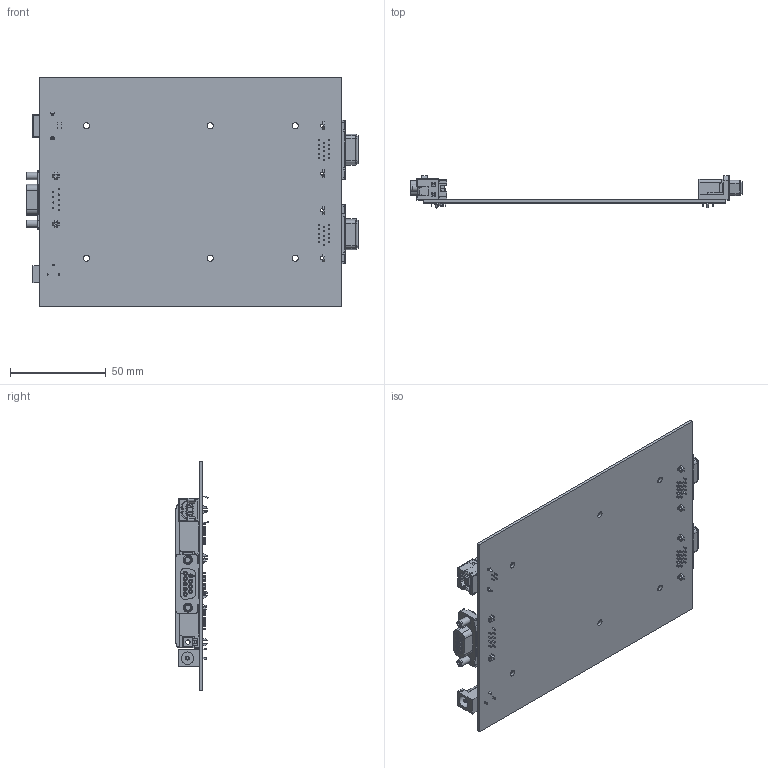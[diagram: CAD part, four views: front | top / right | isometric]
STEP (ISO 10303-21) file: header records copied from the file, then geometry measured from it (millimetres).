
FILE_DESCRIPTION(/* description */ (''),/* implementation_level */ '2;1');
FILE_NAME(/* name */ '40242_0.stp',/* time_stamp */ '2019-01-23T14:12:40-05:00',/* author */ ('BONAFEDE'),/* organization */ ('NAVITAR'),/* preprocessor_version */ 'ST-DEVELOPER v17',/* originating_system */ 'Autodesk Inventor 2019',/* authorisation */ '');
FILE_SCHEMA (('AUTOMOTIVE_DESIGN { 1 0 10303 214 3 1 1 }'));
Products named in the file (1): Part1
Bounding box: 173.66 x 16.86 x 119.99 mm (x, y, z)
Volume: 44837.4 mm3; surface area: 49796.8 mm2
Topology: 1 solids, 31 shells, 1811 faces, 4999 edges, 3354 vertices
Faces by surface type: plane 1378, cylinder 360, bspline 55, cone 10, torus 8
Full cylindrical faces by diameter (mm): 0.635 x18, 1 x48, 1.143 x9, 1.587 x2, 2 x1, 2.083 x9, 2.261 x4, 2.845 x4, 3.099 x4, 3.2 x6, 3.708 x2, 3.81 x2, 4.775 x2, 5.677 x2, 6.5 x1
Entity records: 60155 total; most frequent: CARTESIAN_POINT 11059, ORIENTED_EDGE 9998, DIRECTION 9323, EDGE_CURVE 4999, LINE 3957, VECTOR 3957, VERTEX_POINT 3354, AXIS2_PLACEMENT_3D 2683
